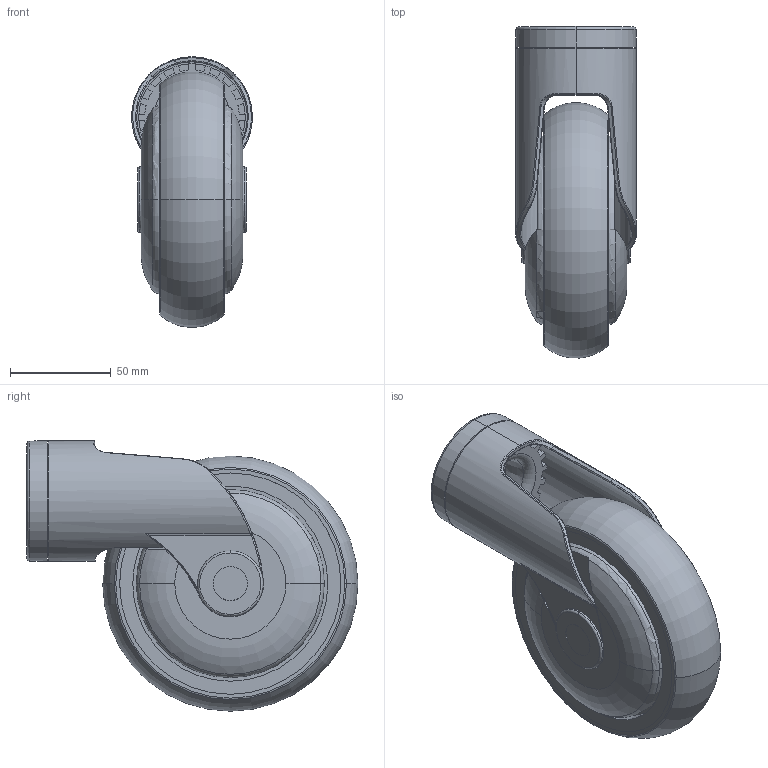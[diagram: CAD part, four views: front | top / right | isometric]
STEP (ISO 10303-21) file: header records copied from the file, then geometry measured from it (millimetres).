
FILE_DESCRIPTION (( 'STEP AP203' ), '1' );
FILE_NAME ('ACMCH-127S.STEP', '2020-02-19T03:33:38', ( '' ), ( '' ), 'SwSTEP 2.0', 'SolidWorks 2019', '' );
FILE_SCHEMA (( 'CONFIG_CONTROL_DESIGN' ));
Length unit declared in the file: millimetre
Products named in the file (3): ACMCH-127 NON BRAKE FRMAE; ACMCH-127S; ACMCH-127 WHEEL
Assembly tree (2 placements, depth 2):
  ACMCH-127S
    ACMCH-127 NON BRAKE FRMAE
    ACMCH-127 WHEEL
Bounding box: 60 x 164.93 x 134.43 mm (x, y, z)
Volume: 533982.8 mm3; surface area: 87934.7 mm2
Topology: 2 solids, 2 shells, 248 faces, 623 edges, 398 vertices
Faces by surface type: cylinder 98, plane 77, torus 35, bspline 30, cone 8
Entity records: 9554 total; most frequent: CARTESIAN_POINT 3321, DIRECTION 1286, ORIENTED_EDGE 1246, EDGE_CURVE 623, AXIS2_PLACEMENT_3D 522, VERTEX_POINT 398, CIRCLE 299, EDGE_LOOP 269
